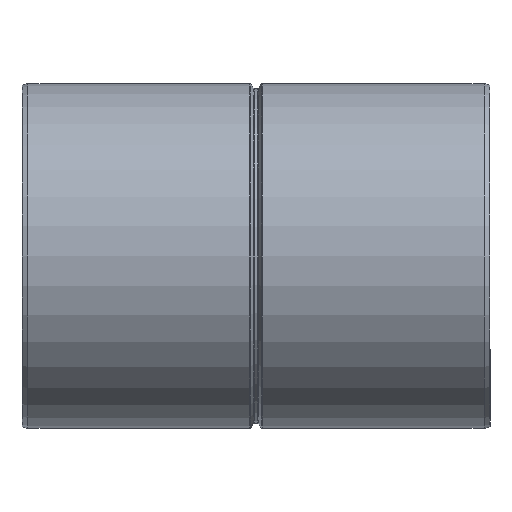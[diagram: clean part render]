
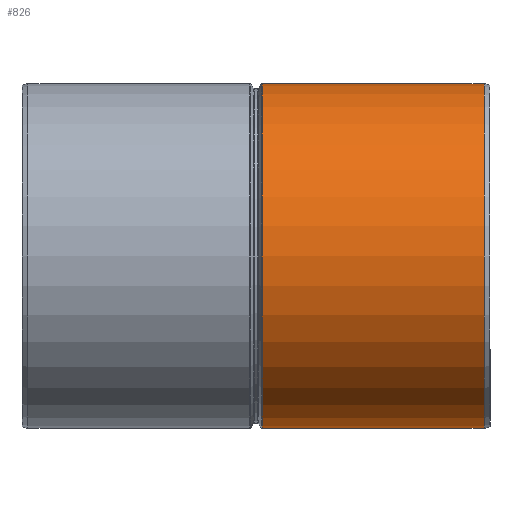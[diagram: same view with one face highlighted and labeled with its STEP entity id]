
A CAD part, front view. The second image highlights one B-rep face of the part: STEP entity #826.
In plain terms, the highlighted cylindrical face has radius 27.05 mm (diameter 54.1 mm), a full revolution.
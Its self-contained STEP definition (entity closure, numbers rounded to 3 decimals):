
#25=B_SPLINE_CURVE_WITH_KNOTS('',3,(#1391,#1392,#1393,#1394,#1395,#1396,
#1397,#1398,#1399,#1400,#1401,#1402,#1403,#1404,#1405,#1406,#1407),
 .UNSPECIFIED.,.T.,.F.,(4,1,1,1,1,1,1,1,1,1,1,1,1,1,4),(-3.622,
-3.449,-3.277,-3.104,-2.932,
-2.803,-2.76,-2.587,-2.242,
-2.127,-1.897,-1.725,-1.552,
-1.38,-1.207),.UNSPECIFIED.);
#26=B_SPLINE_CURVE_WITH_KNOTS('',3,(#1409,#1410,#1411,#1412,#1413,#1414,
#1415,#1416,#1417,#1418,#1419,#1420,#1421,#1422,#1423,#1424,#1425),
 .UNSPECIFIED.,.T.,.F.,(4,1,1,1,1,1,1,1,1,1,1,1,1,1,4),(-3.622,
-3.449,-3.277,-3.104,-2.932,
-2.76,-2.587,-2.415,-2.242,
-2.127,-1.897,-1.725,-1.552,
-1.38,-1.207),.UNSPECIFIED.);
#45=FACE_BOUND('',#162,.T.);
#46=FACE_BOUND('',#163,.T.);
#101=FACE_OUTER_BOUND('',#161,.T.);
#161=EDGE_LOOP('',(#594,#595,#596,#597,#598,#599));
#162=EDGE_LOOP('',(#600));
#163=EDGE_LOOP('',(#601));
#207=LINE('',#1385,#234);
#234=VECTOR('',#1140,27.05);
#283=CIRCLE('',#938,27.05);
#284=CIRCLE('',#939,27.05);
#285=CIRCLE('',#940,27.05);
#286=CIRCLE('',#941,27.05);
#356=VERTEX_POINT('',#1381);
#357=VERTEX_POINT('',#1382);
#358=VERTEX_POINT('',#1384);
#359=VERTEX_POINT('',#1386);
#360=VERTEX_POINT('',#1390);
#361=VERTEX_POINT('',#1408);
#444=EDGE_CURVE('',#356,#357,#283,.T.);
#445=EDGE_CURVE('',#356,#358,#207,.T.);
#446=EDGE_CURVE('',#359,#358,#284,.T.);
#447=EDGE_CURVE('',#358,#359,#285,.T.);
#448=EDGE_CURVE('',#357,#356,#286,.T.);
#449=EDGE_CURVE('',#360,#360,#25,.T.);
#450=EDGE_CURVE('',#361,#361,#26,.T.);
#594=ORIENTED_EDGE('',*,*,#444,.F.);
#595=ORIENTED_EDGE('',*,*,#445,.T.);
#596=ORIENTED_EDGE('',*,*,#446,.F.);
#597=ORIENTED_EDGE('',*,*,#447,.F.);
#598=ORIENTED_EDGE('',*,*,#445,.F.);
#599=ORIENTED_EDGE('',*,*,#448,.F.);
#600=ORIENTED_EDGE('',*,*,#449,.F.);
#601=ORIENTED_EDGE('',*,*,#450,.F.);
#740=CYLINDRICAL_SURFACE('',#937,27.05);
#826=ADVANCED_FACE('',(#101,#45,#46),#740,.T.);
#937=AXIS2_PLACEMENT_3D('',#1380,#1136,#1137);
#938=AXIS2_PLACEMENT_3D('',#1383,#1138,#1139);
#939=AXIS2_PLACEMENT_3D('',#1387,#1141,#1142);
#940=AXIS2_PLACEMENT_3D('',#1388,#1143,#1144);
#941=AXIS2_PLACEMENT_3D('',#1389,#1145,#1146);
#1136=DIRECTION('center_axis',(-1.,0.,0.));
#1137=DIRECTION('ref_axis',(0.,1.,0.));
#1138=DIRECTION('center_axis',(-1.,0.,0.));
#1139=DIRECTION('ref_axis',(0.,0.,
1.));
#1140=DIRECTION('',(1.,0.,0.));
#1141=DIRECTION('center_axis',(1.,0.,0.));
#1142=DIRECTION('ref_axis',(0.,-1.,0.));
#1143=DIRECTION('center_axis',(1.,0.,0.));
#1144=DIRECTION('ref_axis',(0.,-1.,0.));
#1145=DIRECTION('center_axis',(-1.,0.,0.));
#1146=DIRECTION('ref_axis',(0.,0.,
1.));
#1380=CARTESIAN_POINT('Origin',(18.826,0.,
0.));
#1381=CARTESIAN_POINT('',(0.953,-27.05,0.));
#1382=CARTESIAN_POINT('',(0.953,0.,-27.05));
#1383=CARTESIAN_POINT('Origin',(0.953,0.,
0.));
#1384=CARTESIAN_POINT('',(35.767,-27.05,0.));
#1385=CARTESIAN_POINT('',(18.826,-27.05,0.));
#1386=CARTESIAN_POINT('',(35.767,27.05,0.));
#1387=CARTESIAN_POINT('Origin',(35.767,0.,
0.));
#1388=CARTESIAN_POINT('Origin',(35.767,0.,
0.));
#1389=CARTESIAN_POINT('Origin',(0.953,0.,
0.));
#1390=CARTESIAN_POINT('',(27.7,26.617,4.822));
#1391=CARTESIAN_POINT('Ctrl Pts',(27.7,26.617,4.822));
#1392=CARTESIAN_POINT('Ctrl Pts',(28.449,26.617,4.822));
#1393=CARTESIAN_POINT('Ctrl Pts',(29.947,26.68,4.49));
#1394=CARTESIAN_POINT('Ctrl Pts',(31.741,26.89,3.111));
#1395=CARTESIAN_POINT('Ctrl Pts',(32.741,27.057,1.113));
#1396=CARTESIAN_POINT('Ctrl Pts',(32.741,27.059,-0.924));
#1397=CARTESIAN_POINT('Ctrl Pts',(32.157,26.959,-2.278));
#1398=CARTESIAN_POINT('Ctrl Pts',(31.292,26.841,-3.449));
#1399=CARTESIAN_POINT('Ctrl Pts',(29.35,26.597,-4.972));
#1400=CARTESIAN_POINT('Ctrl Pts',(26.327,26.595,-4.972));
#1401=CARTESIAN_POINT('Ctrl Pts',(23.831,26.863,-3.311));
#1402=CARTESIAN_POINT('Ctrl Pts',(22.656,27.055,-1.366));
#1403=CARTESIAN_POINT('Ctrl Pts',(22.66,27.057,1.115));
#1404=CARTESIAN_POINT('Ctrl Pts',(23.659,26.889,3.108));
#1405=CARTESIAN_POINT('Ctrl Pts',(25.453,26.68,4.491));
#1406=CARTESIAN_POINT('Ctrl Pts',(26.951,26.617,4.822));
#1407=CARTESIAN_POINT('Ctrl Pts',(27.7,26.617,4.822));
#1408=CARTESIAN_POINT('',(13.4,26.617,4.822));
#1409=CARTESIAN_POINT('Ctrl Pts',(13.4,26.617,4.822));
#1410=CARTESIAN_POINT('Ctrl Pts',(14.149,26.617,4.822));
#1411=CARTESIAN_POINT('Ctrl Pts',(15.647,26.68,4.491));
#1412=CARTESIAN_POINT('Ctrl Pts',(17.441,26.89,3.11));
#1413=CARTESIAN_POINT('Ctrl Pts',(18.441,27.057,1.113));
#1414=CARTESIAN_POINT('Ctrl Pts',(18.442,27.057,-1.113));
#1415=CARTESIAN_POINT('Ctrl Pts',(17.44,26.89,-3.109));
#1416=CARTESIAN_POINT('Ctrl Pts',(15.648,26.68,-4.491));
#1417=CARTESIAN_POINT('Ctrl Pts',(13.4,26.585,-4.988));
#1418=CARTESIAN_POINT('Ctrl Pts',(11.403,26.669,-4.545));
#1419=CARTESIAN_POINT('Ctrl Pts',(9.531,26.86,-3.315));
#1420=CARTESIAN_POINT('Ctrl Pts',(8.356,27.057,-1.362));
#1421=CARTESIAN_POINT('Ctrl Pts',(8.36,27.056,1.114));
#1422=CARTESIAN_POINT('Ctrl Pts',(9.359,26.89,3.109));
#1423=CARTESIAN_POINT('Ctrl Pts',(11.153,26.68,4.491));
#1424=CARTESIAN_POINT('Ctrl Pts',(12.651,26.617,4.822));
#1425=CARTESIAN_POINT('Ctrl Pts',(13.4,26.617,4.822));
